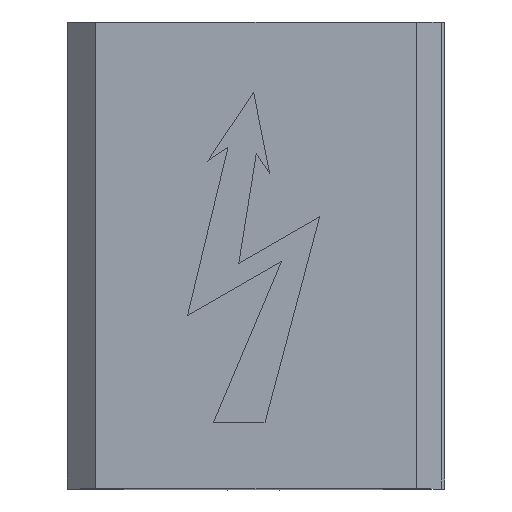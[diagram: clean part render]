
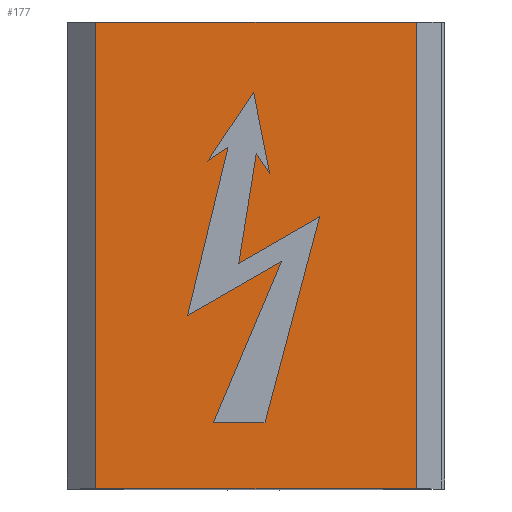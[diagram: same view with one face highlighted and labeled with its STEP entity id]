
A CAD part, top view. The second image highlights one B-rep face of the part: STEP entity #177.
In plain terms, the highlighted planar face has unit normal (0, 0, 1).
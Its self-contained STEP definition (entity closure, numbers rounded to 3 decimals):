
#51=AXIS2_PLACEMENT_3D('Plane Axis2P3D',#48,#49,#50) ;
#48=CARTESIAN_POINT('Axis2P3D Location',(9.55,0.,12.472)) ;
#53=CARTESIAN_POINT('Line Origine',(4.,9.9,12.472)) ;
#57=CARTESIAN_POINT('Vertex',(0.6,9.9,12.472)) ;
#59=CARTESIAN_POINT('Vertex',(7.4,9.9,12.472)) ;
#62=CARTESIAN_POINT('Line Origine',(0.6,4.95,12.472)) ;
#66=CARTESIAN_POINT('Vertex',(0.6,0.,12.472)) ;
#69=CARTESIAN_POINT('Line Origine',(4.,0.,12.472)) ;
#73=CARTESIAN_POINT('Vertex',(7.4,0.,12.472)) ;
#76=CARTESIAN_POINT('Line Origine',(7.4,4.95,12.472)) ;
#87=CARTESIAN_POINT('Line Origine',(4.148,6.902,12.472)) ;
#91=CARTESIAN_POINT('Vertex',(4.007,7.114,12.472)) ;
#93=CARTESIAN_POINT('Vertex',(4.29,6.689,12.472)) ;
#96=CARTESIAN_POINT('Line Origine',(3.82,5.946,12.472)) ;
#100=CARTESIAN_POINT('Vertex',(3.634,4.778,12.472)) ;
#103=CARTESIAN_POINT('Line Origine',(4.493,5.274,12.472)) ;
#107=CARTESIAN_POINT('Vertex',(5.352,5.77,12.472)) ;
#110=CARTESIAN_POINT('Line Origine',(4.771,3.585,12.472)) ;
#114=CARTESIAN_POINT('Vertex',(4.191,1.4,12.472)) ;
#117=CARTESIAN_POINT('Line Origine',(3.643,1.4,12.472)) ;
#121=CARTESIAN_POINT('Vertex',(3.096,1.4,12.472)) ;
#124=CARTESIAN_POINT('Line Origine',(3.819,3.113,12.472)) ;
#128=CARTESIAN_POINT('Vertex',(4.541,4.826,12.472)) ;
#131=CARTESIAN_POINT('Line Origine',(3.545,4.251,12.472)) ;
#135=CARTESIAN_POINT('Vertex',(2.548,3.675,12.472)) ;
#138=CARTESIAN_POINT('Line Origine',(2.977,5.457,12.472)) ;
#142=CARTESIAN_POINT('Vertex',(3.406,7.24,12.472)) ;
#145=CARTESIAN_POINT('Line Origine',(3.191,7.096,12.472)) ;
#149=CARTESIAN_POINT('Vertex',(2.975,6.952,12.472)) ;
#152=CARTESIAN_POINT('Line Origine',(3.463,7.68,12.472)) ;
#156=CARTESIAN_POINT('Vertex',(3.95,8.408,12.472)) ;
#159=CARTESIAN_POINT('Line Origine',(4.12,7.549,12.472)) ;
#49=DIRECTION('Axis2P3D Direction',(0.,0.,-1.)) ;
#50=DIRECTION('Axis2P3D XDirection',(0.,1.,0.)) ;
#54=DIRECTION('Vector Direction',(1.,0.,0.)) ;
#63=DIRECTION('Vector Direction',(0.,-1.,0.)) ;
#70=DIRECTION('Vector Direction',(1.,0.,0.)) ;
#77=DIRECTION('Vector Direction',(0.,-1.,0.)) ;
#88=DIRECTION('Vector Direction',(-0.555,0.832,0.)) ;
#97=DIRECTION('Vector Direction',(-0.157,-0.988,0.)) ;
#104=DIRECTION('Vector Direction',(-0.866,-0.5,0.)) ;
#111=DIRECTION('Vector Direction',(-0.257,-0.966,0.)) ;
#118=DIRECTION('Vector Direction',(-1.,0.,0.)) ;
#125=DIRECTION('Vector Direction',(-0.389,-0.921,0.)) ;
#132=DIRECTION('Vector Direction',(-0.866,-0.5,0.)) ;
#139=DIRECTION('Vector Direction',(-0.234,-0.972,0.)) ;
#146=DIRECTION('Vector Direction',(-0.832,-0.555,0.)) ;
#153=DIRECTION('Vector Direction',(-0.556,-0.831,0.)) ;
#160=DIRECTION('Vector Direction',(-0.194,0.981,0.)) ;
#55=VECTOR('Line Direction',#54,1.) ;
#64=VECTOR('Line Direction',#63,1.) ;
#71=VECTOR('Line Direction',#70,1.) ;
#78=VECTOR('Line Direction',#77,1.) ;
#89=VECTOR('Line Direction',#88,1.) ;
#98=VECTOR('Line Direction',#97,1.) ;
#105=VECTOR('Line Direction',#104,1.) ;
#112=VECTOR('Line Direction',#111,1.) ;
#119=VECTOR('Line Direction',#118,1.) ;
#126=VECTOR('Line Direction',#125,1.) ;
#133=VECTOR('Line Direction',#132,1.) ;
#140=VECTOR('Line Direction',#139,1.) ;
#147=VECTOR('Line Direction',#146,1.) ;
#154=VECTOR('Line Direction',#153,1.) ;
#161=VECTOR('Line Direction',#160,1.) ;
#82=ORIENTED_EDGE('',*,*,#61,.F.) ;
#83=ORIENTED_EDGE('',*,*,#68,.F.) ;
#84=ORIENTED_EDGE('',*,*,#75,.F.) ;
#85=ORIENTED_EDGE('',*,*,#80,.F.) ;
#165=ORIENTED_EDGE('',*,*,#95,.F.) ;
#166=ORIENTED_EDGE('',*,*,#102,.F.) ;
#167=ORIENTED_EDGE('',*,*,#109,.F.) ;
#168=ORIENTED_EDGE('',*,*,#116,.F.) ;
#169=ORIENTED_EDGE('',*,*,#123,.F.) ;
#170=ORIENTED_EDGE('',*,*,#130,.F.) ;
#171=ORIENTED_EDGE('',*,*,#137,.F.) ;
#172=ORIENTED_EDGE('',*,*,#144,.F.) ;
#173=ORIENTED_EDGE('',*,*,#151,.F.) ;
#174=ORIENTED_EDGE('',*,*,#158,.F.) ;
#175=ORIENTED_EDGE('',*,*,#163,.F.) ;
#176=FACE_BOUND('',#164,.T.) ;
#177=ADVANCED_FACE('K\X2\00F6\X0\rper.4',(#86,#176),#52,.F.) ;
#61=EDGE_CURVE('',#58,#60,#56,.T.) ;
#68=EDGE_CURVE('',#67,#58,#65,.F.) ;
#75=EDGE_CURVE('',#74,#67,#72,.F.) ;
#80=EDGE_CURVE('',#60,#74,#79,.T.) ;
#95=EDGE_CURVE('',#92,#94,#90,.F.) ;
#102=EDGE_CURVE('',#101,#92,#99,.F.) ;
#109=EDGE_CURVE('',#108,#101,#106,.T.) ;
#116=EDGE_CURVE('',#115,#108,#113,.F.) ;
#123=EDGE_CURVE('',#122,#115,#120,.F.) ;
#130=EDGE_CURVE('',#129,#122,#127,.T.) ;
#137=EDGE_CURVE('',#136,#129,#134,.F.) ;
#144=EDGE_CURVE('',#143,#136,#141,.T.) ;
#151=EDGE_CURVE('',#150,#143,#148,.F.) ;
#158=EDGE_CURVE('',#157,#150,#155,.T.) ;
#163=EDGE_CURVE('',#94,#157,#162,.T.) ;
#81=EDGE_LOOP('',(#82,#83,#84,#85)) ;
#164=EDGE_LOOP('',(#165,#166,#167,#168,#169,#170,#171,#172,#173,#174,#175)) ;
#86=FACE_OUTER_BOUND('',#81,.T.) ;
#56=LINE('Line',#53,#55) ;
#65=LINE('Line',#62,#64) ;
#72=LINE('Line',#69,#71) ;
#79=LINE('Line',#76,#78) ;
#90=LINE('Line',#87,#89) ;
#99=LINE('Line',#96,#98) ;
#106=LINE('Line',#103,#105) ;
#113=LINE('Line',#110,#112) ;
#120=LINE('Line',#117,#119) ;
#127=LINE('Line',#124,#126) ;
#134=LINE('Line',#131,#133) ;
#141=LINE('Line',#138,#140) ;
#148=LINE('Line',#145,#147) ;
#155=LINE('Line',#152,#154) ;
#162=LINE('Line',#159,#161) ;
#52=PLANE('',#51) ;
#58=VERTEX_POINT('',#57) ;
#60=VERTEX_POINT('',#59) ;
#67=VERTEX_POINT('',#66) ;
#74=VERTEX_POINT('',#73) ;
#92=VERTEX_POINT('',#91) ;
#94=VERTEX_POINT('',#93) ;
#101=VERTEX_POINT('',#100) ;
#108=VERTEX_POINT('',#107) ;
#115=VERTEX_POINT('',#114) ;
#122=VERTEX_POINT('',#121) ;
#129=VERTEX_POINT('',#128) ;
#136=VERTEX_POINT('',#135) ;
#143=VERTEX_POINT('',#142) ;
#150=VERTEX_POINT('',#149) ;
#157=VERTEX_POINT('',#156) ;
